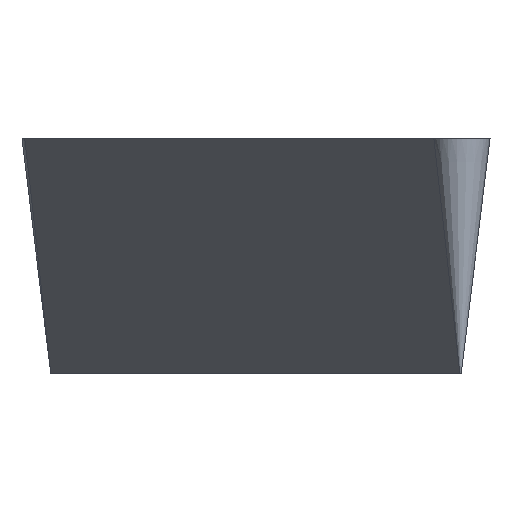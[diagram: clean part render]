
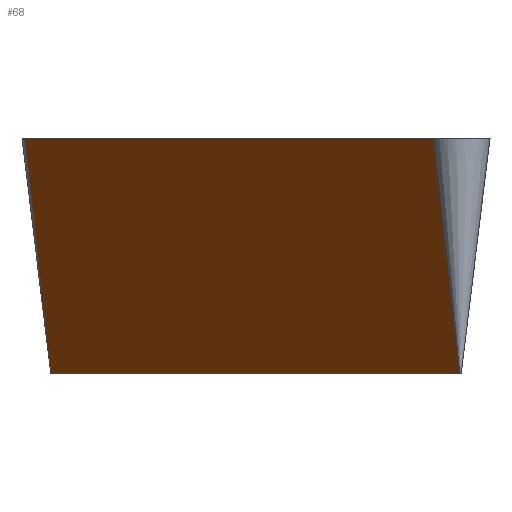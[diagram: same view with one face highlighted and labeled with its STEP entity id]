
A CAD part, left-side view. The second image highlights one B-rep face of the part: STEP entity #68.
In plain terms, the highlighted planar face has unit normal (-0.419, 0.9, -0.122).
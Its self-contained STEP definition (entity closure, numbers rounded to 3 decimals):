
#53=FACE_OUTER_BOUND('',#95,.T.);
#68=ADVANCED_FACE('',(#53),#82,.T.);
#82=PLANE('',#436);
#95=EDGE_LOOP('',(#137,#138,#139,#140));
#137=ORIENTED_EDGE('',*,*,#240,.T.);
#138=ORIENTED_EDGE('',*,*,#241,.T.);
#139=ORIENTED_EDGE('',*,*,#242,.T.);
#140=ORIENTED_EDGE('',*,*,#223,.T.);
#195=VERTEX_POINT('',#592);
#196=VERTEX_POINT('',#594);
#208=VERTEX_POINT('',#639);
#209=VERTEX_POINT('',#643);
#223=EDGE_CURVE('',#196,#195,#328,.T.);
#240=EDGE_CURVE('',#195,#208,#337,.T.);
#241=EDGE_CURVE('',#208,#209,#338,.T.);
#242=EDGE_CURVE('',#209,#196,#339,.T.);
#328=LINE('',#593,#352);
#337=LINE('',#640,#361);
#338=LINE('',#642,#362);
#339=LINE('',#644,#363);
#352=VECTOR('',#487,1.);
#361=VECTOR('',#516,1.);
#362=VECTOR('',#519,1.);
#363=VECTOR('',#520,1.);
#436=AXIS2_PLACEMENT_3D('',#645,#521,#522);
#487=DIRECTION('',(0.906,0.423,0.));
#516=DIRECTION('',(0.051,-0.11,-0.993));
#519=DIRECTION('',(-0.906,-0.423,0.));
#520=DIRECTION('',(-0.052,0.11,0.993));
#521=DIRECTION('',(-0.419,0.9,-0.122));
#522=DIRECTION('',(0.906,0.423,0.));
#592=CARTESIAN_POINT('',(-0.784,3.138,0.));
#593=CARTESIAN_POINT('',(-12.686,-2.412,0.));
#594=CARTESIAN_POINT('',(-12.686,-2.412,0.));
#639=CARTESIAN_POINT('',(-0.619,2.784,-3.18));
#640=CARTESIAN_POINT('',(-0.784,3.138,0.));
#642=CARTESIAN_POINT('',(-0.619,2.784,-3.18));
#643=CARTESIAN_POINT('',(-12.521,-2.766,-3.18));
#644=CARTESIAN_POINT('',(-12.521,-2.766,-3.18));
#645=CARTESIAN_POINT('',(0.231,3.611,0.));
